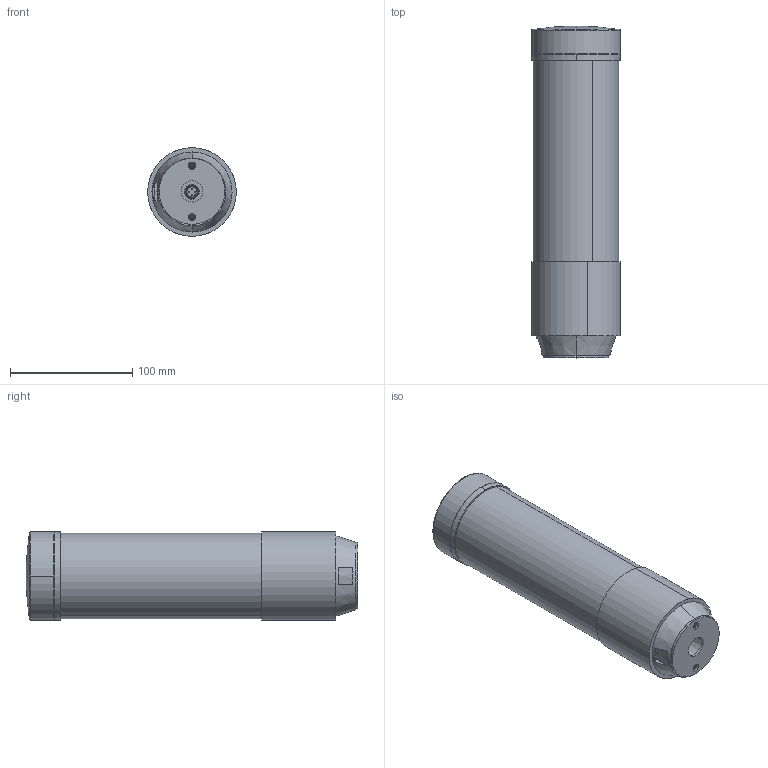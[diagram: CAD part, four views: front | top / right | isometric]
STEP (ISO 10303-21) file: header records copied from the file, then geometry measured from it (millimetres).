
FILE_DESCRIPTION(('STEP AP214'),'1');
FILE_NAME('cctmp_8EF4F826-44B9-4A21-8C02-21F625502AAE_2023_07_24_21_25_26_0750..stp','2023-07-24T19:25:27',('SIEMENS A&D'),('CADClick - www.CADClick.com'),'Spatial InterOp 3D postprocessed',' ','unknown authorization');
FILE_SCHEMA(('AUTOMOTIVE_DESIGN'));
Length unit declared in the file: millimetre
Products named in the file (1): 2023_07_24_21_25_26_0735
Bounding box: 72.5 x 271.8 x 72.5 mm (x, y, z)
Volume: 1010566.4 mm3; surface area: 142281.6 mm2
Topology: 1 solids, 2 shells, 243 faces, 623 edges, 405 vertices
Faces by surface type: plane 106, cylinder 82, cone 43, sphere 10, torus 2
Entity records: 8343 total; most frequent: CARTESIAN_POINT 1742, ORIENTED_EDGE 1230, DIRECTION 1196, EDGE_CURVE 615, AXIS2_PLACEMENT_3D 457, VERTEX_POINT 405, LINE 282, VECTOR 282
